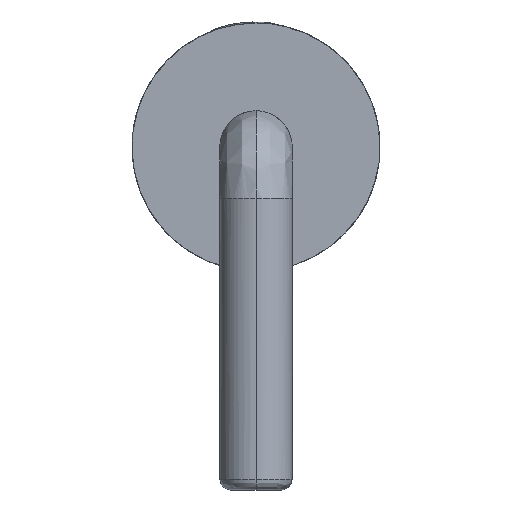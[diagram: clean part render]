
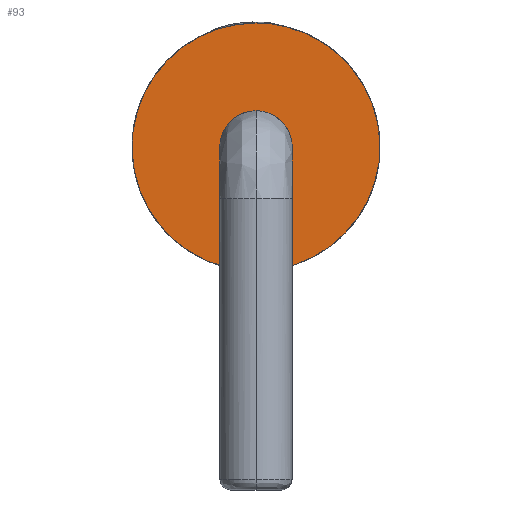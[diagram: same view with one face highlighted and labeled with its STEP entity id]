
A CAD part, left-side view. The second image highlights one B-rep face of the part: STEP entity #93.
In plain terms, the highlighted free-form (B-spline) face has degree [1, 1] with [2, 2] control points.
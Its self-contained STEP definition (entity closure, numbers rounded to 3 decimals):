
#17 = CARTESIAN_POINT ( 'NONE',  ( -2.5, 0., 0.12 ) ) ;
#28 = CARTESIAN_POINT ( 'NONE',  ( -2.5, 0.626, 2.391 ) ) ;
#65 = CARTESIAN_POINT ( 'NONE',  ( -2.5, -0.35, 1.413 ) ) ;
#67 = CARTESIAN_POINT ( 'NONE',  ( -2.5, 0., 0.97 ) ) ;
#73 = ORIENTED_EDGE ( 'NONE', *, *, #2098, .T. ) ;
#93 = ADVANCED_FACE ( 'NONE', ( #2567, #1674 ), #2037, .F. ) ;
#128 = CARTESIAN_POINT ( 'NONE',  ( -2.5, 0., 0.12 ) ) ;
#265 = CARTESIAN_POINT ( 'NONE',  ( -2.5, -0.313, 1.138 ) ) ;
#269 = ORIENTED_EDGE ( 'NONE', *, *, #624, .T. ) ;
#350 = CARTESIAN_POINT ( 'NONE',  ( -2.5, -1.071, 1.946 ) ) ;
#372 = CARTESIAN_POINT ( 'NONE',  ( -2.5, -0.315, 0.12 ) ) ;
#411 = VERTEX_POINT ( 'NONE', #2619 ) ;
#424 = CARTESIAN_POINT ( 'NONE',  ( -2.5, 0., 0.97 ) ) ;
#435 = CARTESIAN_POINT ( 'NONE',  ( -2.5, 1.071, 0.694 ) ) ;
#449 = B_SPLINE_CURVE_WITH_KNOTS ( 'NONE', 3,
 ( #1109, #2158, #893, #1747, #65, #510, #265, #913, #1715, #497 ),
 .UNSPECIFIED., .F., .F.,
 ( 4, 2, 2, 2, 4 ),
 ( 0., 0.785, 1.571, 2.356, 3.142 ),
 .UNSPECIFIED. ) ;
#467 = CARTESIAN_POINT ( 'NONE',  ( -2.5, 0.315, 2.52 ) ) ;
#497 = CARTESIAN_POINT ( 'NONE',  ( -2.5, 0., 0.97 ) ) ;
#510 = CARTESIAN_POINT ( 'NONE',  ( -2.5, -0.35, 1.227 ) ) ;
#615 = VERTEX_POINT ( 'NONE', #424 ) ;
#624 = EDGE_CURVE ( 'NONE', #1258, #1545, #1241, .T. ) ;
#663 = CARTESIAN_POINT ( 'NONE',  ( -2.5, 1.071, 1.946 ) ) ;
#732 = CARTESIAN_POINT ( 'NONE',  ( -2.5, 0.205, 1.67 ) ) ;
#848 = EDGE_CURVE ( 'NONE', #411, #615, #449, .T. ) ;
#851 = B_SPLINE_CURVE_WITH_KNOTS ( 'NONE', 3,
 ( #128, #372, #1168, #2625, #1009, #1592, #350, #1201, #2454, #1796 ),
 .UNSPECIFIED., .F., .F.,
 ( 4, 2, 2, 2, 4 ),
 ( 0., 0.785, 1.571, 2.356, 3.142 ),
 .UNSPECIFIED. ) ;
#893 = CARTESIAN_POINT ( 'NONE',  ( -2.5, -0.182, 1.633 ) ) ;
#913 = CARTESIAN_POINT ( 'NONE',  ( -2.5, -0.182, 1.007 ) ) ;
#956 = CARTESIAN_POINT ( 'NONE',  ( -2.5, -1.214, 0.106 ) ) ;
#967 = ORIENTED_EDGE ( 'NONE', *, *, #1294, .F. ) ;
#1009 = CARTESIAN_POINT ( 'NONE',  ( -2.5, -1.2, 1.005 ) ) ;
#1070 = CARTESIAN_POINT ( 'NONE',  ( -2.5, 0., 2.52 ) ) ;
#1109 = CARTESIAN_POINT ( 'NONE',  ( -2.5, 0., 1.67 ) ) ;
#1168 = CARTESIAN_POINT ( 'NONE',  ( -2.5, -0.626, 0.249 ) ) ;
#1201 = CARTESIAN_POINT ( 'NONE',  ( -2.5, -0.626, 2.391 ) ) ;
#1241 = B_SPLINE_CURVE_WITH_KNOTS ( 'NONE', 3,
 ( #1271, #467, #28, #663, #2511, #1888, #435, #1881, #1916, #17 ),
 .UNSPECIFIED., .F., .F.,
 ( 4, 2, 2, 2, 4 ),
 ( 0., 0.785, 1.571, 2.356, 3.142 ),
 .UNSPECIFIED. ) ;
#1258 = VERTEX_POINT ( 'NONE', #1070 ) ;
#1271 = CARTESIAN_POINT ( 'NONE',  ( -2.5, 0., 2.52 ) ) ;
#1286 =( BOUNDED_CURVE ( )  B_SPLINE_CURVE ( 3, ( #1529, #732, #2184, #2392, #2596, #1355, #67 ),
 .UNSPECIFIED., .F., .T. ) 
 B_SPLINE_CURVE_WITH_KNOTS ( ( 4, 3, 4 ),
 ( -3.142, -1.571, 0. ),
 .UNSPECIFIED. ) 
 CURVE ( )  GEOMETRIC_REPRESENTATION_ITEM ( )  RATIONAL_B_SPLINE_CURVE ( ( 1., 0.805, 0.805, 1., 0.805, 0.805, 1. ) ) 
 REPRESENTATION_ITEM ( '' )  );
#1294 = EDGE_CURVE ( 'NONE', #411, #615, #1286, .T. ) ;
#1355 = CARTESIAN_POINT ( 'NONE',  ( -2.5, 0.205, 0.97 ) ) ;
#1529 = CARTESIAN_POINT ( 'NONE',  ( -2.5, 0., 1.67 ) ) ;
#1545 = VERTEX_POINT ( 'NONE', #1697 ) ;
#1592 = CARTESIAN_POINT ( 'NONE',  ( -2.5, -1.2, 1.635 ) ) ;
#1674 = FACE_OUTER_BOUND ( 'NONE', #1811, .T. ) ;
#1697 = CARTESIAN_POINT ( 'NONE',  ( -2.5, 0., 0.12 ) ) ;
#1704 = ORIENTED_EDGE ( 'NONE', *, *, #848, .T. ) ;
#1715 = CARTESIAN_POINT ( 'NONE',  ( -2.5, -0.093, 0.97 ) ) ;
#1747 = CARTESIAN_POINT ( 'NONE',  ( -2.5, -0.313, 1.502 ) ) ;
#1796 = CARTESIAN_POINT ( 'NONE',  ( -2.5, 0., 2.52 ) ) ;
#1811 = EDGE_LOOP ( 'NONE', ( #73, #269 ) ) ;
#1881 = CARTESIAN_POINT ( 'NONE',  ( -2.5, 0.626, 0.249 ) ) ;
#1888 = CARTESIAN_POINT ( 'NONE',  ( -2.5, 1.2, 1.005 ) ) ;
#1916 = CARTESIAN_POINT ( 'NONE',  ( -2.5, 0.315, 0.12 ) ) ;
#2037 = B_SPLINE_SURFACE_WITH_KNOTS ( 'NONE', 1, 1, ( 
 ( #2079, #2200 ),
 ( #956, #2407 ) ),
 .UNSPECIFIED., .F., .F., .F.,
 ( 2, 2 ),
 ( 2, 2 ),
 ( 0., 1. ),
 ( 0., 1. ),
 .UNSPECIFIED. ) ;
#2079 = CARTESIAN_POINT ( 'NONE',  ( -2.5, -1.214, 2.534 ) ) ;
#2098 = EDGE_CURVE ( 'NONE', #1545, #1258, #851, .T. ) ;
#2158 = CARTESIAN_POINT ( 'NONE',  ( -2.5, -0.093, 1.67 ) ) ;
#2184 = CARTESIAN_POINT ( 'NONE',  ( -2.5, 0.35, 1.525 ) ) ;
#2200 = CARTESIAN_POINT ( 'NONE',  ( -2.5, 1.214, 2.534 ) ) ;
#2392 = CARTESIAN_POINT ( 'NONE',  ( -2.5, 0.35, 1.32 ) ) ;
#2407 = CARTESIAN_POINT ( 'NONE',  ( -2.5, 1.214, 0.106 ) ) ;
#2454 = CARTESIAN_POINT ( 'NONE',  ( -2.5, -0.315, 2.52 ) ) ;
#2511 = CARTESIAN_POINT ( 'NONE',  ( -2.5, 1.2, 1.635 ) ) ;
#2567 = FACE_BOUND ( 'NONE', #2615, .T. ) ;
#2596 = CARTESIAN_POINT ( 'NONE',  ( -2.5, 0.35, 1.115 ) ) ;
#2615 = EDGE_LOOP ( 'NONE', ( #1704, #967 ) ) ;
#2619 = CARTESIAN_POINT ( 'NONE',  ( -2.5, 0., 1.67 ) ) ;
#2625 = CARTESIAN_POINT ( 'NONE',  ( -2.5, -1.071, 0.694 ) ) ;
